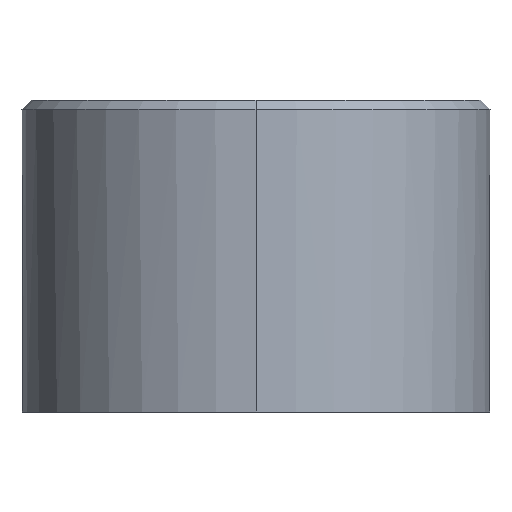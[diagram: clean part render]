
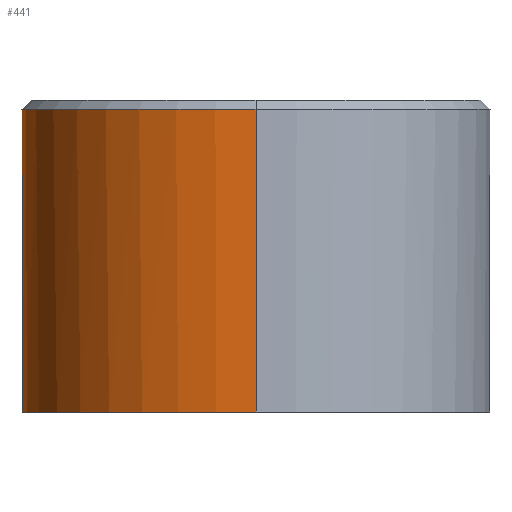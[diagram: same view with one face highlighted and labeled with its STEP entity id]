
A CAD part, left-side view. The second image highlights one B-rep face of the part: STEP entity #441.
In plain terms, the highlighted cylindrical face has radius 9.525 mm (diameter 19.05 mm), a partial arc.
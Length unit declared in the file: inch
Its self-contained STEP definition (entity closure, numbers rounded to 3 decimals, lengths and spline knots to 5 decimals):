
#8 = VERTEX_POINT ( 'NONE', #174 ) ;
#28 = DIRECTION ( 'NONE',  ( 0., 0., -1. ) ) ;
#41 = CARTESIAN_POINT ( 'NONE',  ( 0., 0., 0.36 ) ) ;
#49 = CIRCLE ( 'NONE', #581, 0.375 ) ;
#52 = DIRECTION ( 'NONE',  ( 0., 0., -1. ) ) ;
#53 = CARTESIAN_POINT ( 'NONE',  ( 0.04687, 0.37206, -0.125 ) ) ;
#75 = CARTESIAN_POINT ( 'NONE',  ( 0.375, 0., 0.125 ) ) ;
#88 = DIRECTION ( 'NONE',  ( 1., 0., 0. ) ) ;
#95 = VERTEX_POINT ( 'NONE', #53 ) ;
#99 = FACE_OUTER_BOUND ( 'NONE', #829, .T. ) ;
#102 = VERTEX_POINT ( 'NONE', #502 ) ;
#107 = ORIENTED_EDGE ( 'NONE', *, *, #910, .T. ) ;
#109 = CYLINDRICAL_SURFACE ( 'NONE', #303, 0.375 ) ;
#112 = VECTOR ( 'NONE', #796, 39.37008 ) ;
#121 = DIRECTION ( 'NONE',  ( 0., 0., 1. ) ) ;
#130 = DIRECTION ( 'NONE',  ( 1., 0., 0. ) ) ;
#158 = VECTOR ( 'NONE', #52, 39.37008 ) ;
#174 = CARTESIAN_POINT ( 'NONE',  ( -0.375, 0., 0.36 ) ) ;
#197 = AXIS2_PLACEMENT_3D ( 'NONE', #477, #121, #404 ) ;
#212 = DIRECTION ( 'NONE',  ( 0., 0., 1. ) ) ;
#235 = ORIENTED_EDGE ( 'NONE', *, *, #373, .T. ) ;
#249 = AXIS2_PLACEMENT_3D ( 'NONE', #41, #852, #130 ) ;
#272 = EDGE_CURVE ( 'NONE', #668, #936, #49, .T. ) ;
#273 = CARTESIAN_POINT ( 'NONE',  ( -0.375, 0., -0.125 ) ) ;
#285 = CARTESIAN_POINT ( 'NONE',  ( 0., 0., 0.125 ) ) ;
#297 = ORIENTED_EDGE ( 'NONE', *, *, #641, .T. ) ;
#303 = AXIS2_PLACEMENT_3D ( 'NONE', #685, #28, #698 ) ;
#373 = EDGE_CURVE ( 'NONE', #936, #95, #935, .T. ) ;
#397 = CARTESIAN_POINT ( 'NONE',  ( 0.375, 0., 0.125 ) ) ;
#404 = DIRECTION ( 'NONE',  ( 1., 0., 0. ) ) ;
#412 = EDGE_CURVE ( 'NONE', #102, #668, #451, .T. ) ;
#440 = CARTESIAN_POINT ( 'NONE',  ( 0.04687, 0.37206, 0.125 ) ) ;
#441 = ADVANCED_FACE ( 'NONE', ( #99 ), #109, .T. ) ;
#451 = LINE ( 'NONE', #397, #552 ) ;
#473 = CIRCLE ( 'NONE', #249, 0.375 ) ;
#477 = CARTESIAN_POINT ( 'NONE',  ( 0., 0., -0.125 ) ) ;
#488 = CARTESIAN_POINT ( 'NONE',  ( -0.375, 0., 0.125 ) ) ;
#502 = CARTESIAN_POINT ( 'NONE',  ( 0.375, 0., 0.36 ) ) ;
#529 = DIRECTION ( 'NONE',  ( 0., 0., -1. ) ) ;
#539 = EDGE_CURVE ( 'NONE', #8, #593, #765, .T. ) ;
#552 = VECTOR ( 'NONE', #529, 39.37008 ) ;
#564 = CARTESIAN_POINT ( 'NONE',  ( 0.04687, 0.37206, 0.125 ) ) ;
#581 = AXIS2_PLACEMENT_3D ( 'NONE', #285, #212, #88 ) ;
#593 = VERTEX_POINT ( 'NONE', #273 ) ;
#641 = EDGE_CURVE ( 'NONE', #95, #593, #884, .T. ) ;
#668 = VERTEX_POINT ( 'NONE', #75 ) ;
#685 = CARTESIAN_POINT ( 'NONE',  ( 0., 0., 0.125 ) ) ;
#698 = DIRECTION ( 'NONE',  ( -1., 0., 0. ) ) ;
#765 = LINE ( 'NONE', #488, #158 ) ;
#796 = DIRECTION ( 'NONE',  ( 0., 0., -1. ) ) ;
#829 = EDGE_LOOP ( 'NONE', ( #107, #890, #850, #235, #297, #876 ) ) ;
#850 = ORIENTED_EDGE ( 'NONE', *, *, #272, .T. ) ;
#852 = DIRECTION ( 'NONE',  ( 0., 0., -1. ) ) ;
#876 = ORIENTED_EDGE ( 'NONE', *, *, #539, .F. ) ;
#884 = CIRCLE ( 'NONE', #197, 0.375 ) ;
#890 = ORIENTED_EDGE ( 'NONE', *, *, #412, .T. ) ;
#910 = EDGE_CURVE ( 'NONE', #8, #102, #473, .T. ) ;
#935 = LINE ( 'NONE', #440, #112 ) ;
#936 = VERTEX_POINT ( 'NONE', #564 ) ;
